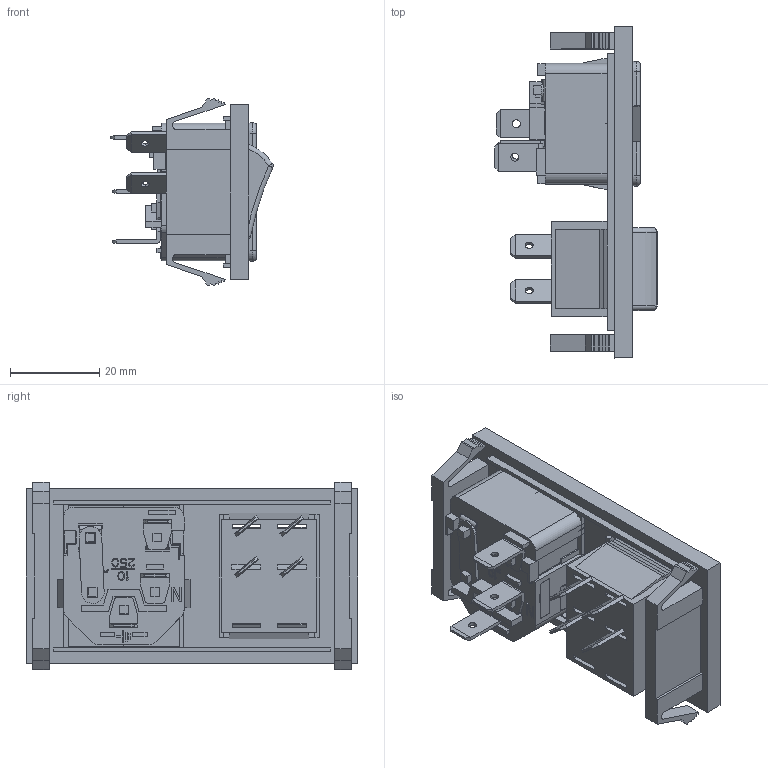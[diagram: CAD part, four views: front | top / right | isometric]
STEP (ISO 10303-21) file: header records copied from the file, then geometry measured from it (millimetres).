
FILE_DESCRIPTION (( 'STEP AP214' ), '1' );
FILE_NAME ('ACM-C4-NXQ6R2FH-TT_3D.step', '2024-03-07T16:43:23', ( '' ), ( '' ), 'SwSTEP 2.0', 'SolidWorks 2022', '' );
FILE_SCHEMA (( 'AUTOMOTIVE_DESIGN' ));
Length unit declared in the file: millimetre
Products named in the file (1): ACM-C4-NXQ6R2FH-TT_3D
Bounding box: 36.47 x 74.42 x 42.02 mm (x, y, z)
Volume: 22655.8 mm3; surface area: 27842.8 mm2
Topology: 7 solids, 7 shells, 1677 faces, 4762 edges, 3111 vertices
Faces by surface type: plane 1462, cylinder 180, torus 16, bspline 10, sphere 9
Entity records: 54031 total; most frequent: CARTESIAN_POINT 9971, ORIENTED_EDGE 9510, DIRECTION 8487, EDGE_CURVE 4755, VECTOR 4323, LINE 4323, VERTEX_POINT 3110, AXIS2_PLACEMENT_3D 2082
